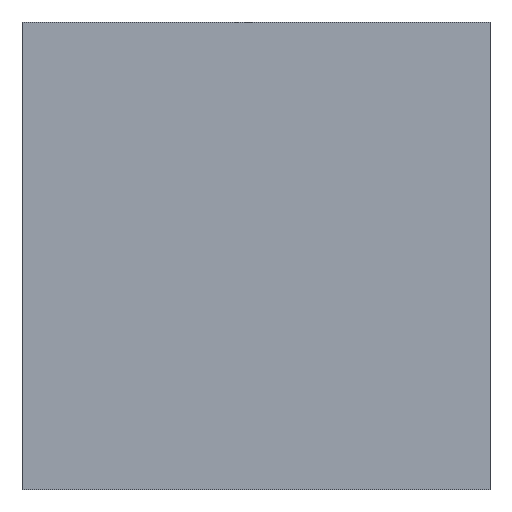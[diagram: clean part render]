
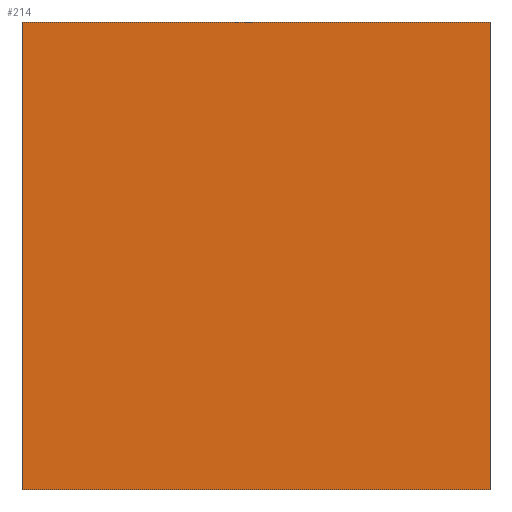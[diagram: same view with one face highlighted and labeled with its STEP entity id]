
A CAD part, front view. The second image highlights one B-rep face of the part: STEP entity #214.
In plain terms, the highlighted planar face has unit normal (0, -1, 0).
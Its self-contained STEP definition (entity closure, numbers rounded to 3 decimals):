
#14=LINE($,#321,#35);
#17=LINE($,#327,#38);
#18=LINE($,#329,#39);
#19=LINE($,#330,#40);
#35=VECTOR($,#258,20.);
#38=VECTOR($,#263,20.);
#39=VECTOR($,#264,20.);
#40=VECTOR($,#265,20.);
#56=PLANE($,#231);
#70=FACE_OUTER_BOUND($,#81,.T.);
#81=EDGE_LOOP($,(#156,#157,#158,#159));
#104=VERTEX_POINT($,#318);
#105=VERTEX_POINT($,#320);
#107=VERTEX_POINT($,#326);
#108=VERTEX_POINT($,#328);
#124=EDGE_CURVE($,#105,#104,#14,.T.);
#127=EDGE_CURVE($,#104,#107,#17,.T.);
#128=EDGE_CURVE($,#108,#107,#18,.T.);
#129=EDGE_CURVE($,#105,#108,#19,.T.);
#156=ORIENTED_EDGE($,*,*,#127,.T.);
#157=ORIENTED_EDGE($,*,*,#128,.F.);
#158=ORIENTED_EDGE($,*,*,#129,.F.);
#159=ORIENTED_EDGE($,*,*,#124,.T.);
#214=ADVANCED_FACE($,(#70),#56,.T.);
#231=AXIS2_PLACEMENT_3D($,#325,#261,#262);
#258=DIRECTION($,(0.,0.,1.));
#261=DIRECTION('center_axis',(0.,-1.,0.));
#262=DIRECTION('ref_axis',(0.,0.,-1.));
#263=DIRECTION($,(-1.,0.,0.));
#264=DIRECTION($,(0.,0.,1.));
#265=DIRECTION($,(-1.,0.,0.));
#318=CARTESIAN_POINT('',(14.025,-5.975,20.));
#320=CARTESIAN_POINT('',(14.025,-5.975,0.));
#321=CARTESIAN_POINT($,(14.025,-5.975,0.));
#325=CARTESIAN_POINT('Origin',(14.025,-5.975,0.));
#326=CARTESIAN_POINT('',(-5.975,-5.975,20.));
#327=CARTESIAN_POINT($,(9.025,-5.975,20.));
#328=CARTESIAN_POINT('',(-5.975,-5.975,0.));
#329=CARTESIAN_POINT($,(-5.975,-5.975,0.));
#330=CARTESIAN_POINT($,(9.025,-5.975,0.));
